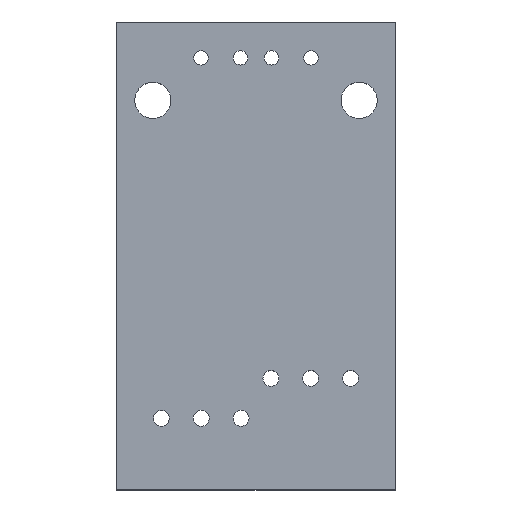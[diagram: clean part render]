
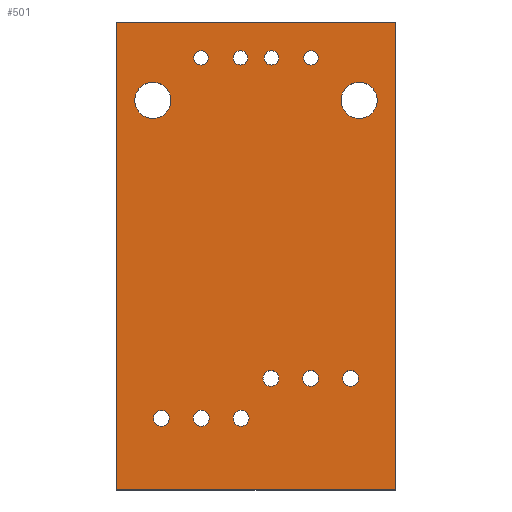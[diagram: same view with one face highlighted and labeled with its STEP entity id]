
A CAD part, top view. The second image highlights one B-rep face of the part: STEP entity #501.
In plain terms, the highlighted planar face has unit normal (0, 0, 1).
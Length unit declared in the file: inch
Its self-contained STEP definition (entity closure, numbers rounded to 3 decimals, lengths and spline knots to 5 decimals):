
#15=FACE_BOUND('',#80,.T.);
#16=FACE_BOUND('',#81,.T.);
#17=FACE_BOUND('',#82,.T.);
#18=FACE_BOUND('',#83,.T.);
#19=FACE_BOUND('',#84,.T.);
#20=FACE_BOUND('',#85,.T.);
#21=FACE_BOUND('',#86,.T.);
#22=FACE_BOUND('',#87,.T.);
#23=FACE_BOUND('',#88,.T.);
#24=FACE_BOUND('',#89,.T.);
#25=FACE_BOUND('',#90,.T.);
#26=FACE_BOUND('',#91,.T.);
#43=PLANE('',#587);
#61=FACE_OUTER_BOUND('',#79,.T.);
#79=EDGE_LOOP('',(#417,#418,#419,#420));
#80=EDGE_LOOP('',(#421,#422));
#81=EDGE_LOOP('',(#423,#424));
#82=EDGE_LOOP('',(#425,#426));
#83=EDGE_LOOP('',(#427,#428));
#84=EDGE_LOOP('',(#429,#430));
#85=EDGE_LOOP('',(#431,#432));
#86=EDGE_LOOP('',(#433,#434));
#87=EDGE_LOOP('',(#435,#436));
#88=EDGE_LOOP('',(#437,#438));
#89=EDGE_LOOP('',(#439,#440));
#90=EDGE_LOOP('',(#441,#442));
#91=EDGE_LOOP('',(#443,#444));
#119=LINE('',#875,#143);
#123=LINE('',#882,#147);
#126=LINE('',#888,#150);
#128=LINE('',#891,#152);
#143=VECTOR('',#727,1.175);
#147=VECTOR('',#733,0.7);
#150=VECTOR('',#738,1.175);
#152=VECTOR('',#742,0.7);
#155=CIRCLE('',#526,0.02);
#156=CIRCLE('',#527,0.02);
#159=CIRCLE('',#531,0.02);
#160=CIRCLE('',#532,0.02);
#163=CIRCLE('',#536,0.02);
#164=CIRCLE('',#537,0.02);
#167=CIRCLE('',#541,0.02);
#168=CIRCLE('',#542,0.02);
#171=CIRCLE('',#546,0.02);
#172=CIRCLE('',#547,0.02);
#175=CIRCLE('',#551,0.02);
#176=CIRCLE('',#552,0.02);
#179=CIRCLE('',#556,0.0455);
#180=CIRCLE('',#557,0.0455);
#183=CIRCLE('',#561,0.0455);
#184=CIRCLE('',#562,0.0455);
#187=CIRCLE('',#566,0.018);
#188=CIRCLE('',#567,0.018);
#191=CIRCLE('',#571,0.018);
#192=CIRCLE('',#572,0.018);
#195=CIRCLE('',#576,0.018);
#196=CIRCLE('',#577,0.018);
#199=CIRCLE('',#581,0.018);
#200=CIRCLE('',#582,0.018);
#203=VERTEX_POINT('',#753);
#204=VERTEX_POINT('',#755);
#207=VERTEX_POINT('',#763);
#208=VERTEX_POINT('',#765);
#211=VERTEX_POINT('',#773);
#212=VERTEX_POINT('',#775);
#215=VERTEX_POINT('',#783);
#216=VERTEX_POINT('',#785);
#219=VERTEX_POINT('',#793);
#220=VERTEX_POINT('',#795);
#223=VERTEX_POINT('',#803);
#224=VERTEX_POINT('',#805);
#227=VERTEX_POINT('',#813);
#228=VERTEX_POINT('',#815);
#231=VERTEX_POINT('',#823);
#232=VERTEX_POINT('',#825);
#235=VERTEX_POINT('',#833);
#236=VERTEX_POINT('',#835);
#239=VERTEX_POINT('',#843);
#240=VERTEX_POINT('',#845);
#243=VERTEX_POINT('',#853);
#244=VERTEX_POINT('',#855);
#247=VERTEX_POINT('',#863);
#248=VERTEX_POINT('',#865);
#251=VERTEX_POINT('',#872);
#252=VERTEX_POINT('',#874);
#254=VERTEX_POINT('',#880);
#256=VERTEX_POINT('',#886);
#260=EDGE_CURVE('',#203,#204,#155,.T.);
#261=EDGE_CURVE('',#204,#203,#156,.T.);
#265=EDGE_CURVE('',#207,#208,#159,.T.);
#266=EDGE_CURVE('',#208,#207,#160,.T.);
#270=EDGE_CURVE('',#211,#212,#163,.T.);
#271=EDGE_CURVE('',#212,#211,#164,.T.);
#275=EDGE_CURVE('',#215,#216,#167,.T.);
#276=EDGE_CURVE('',#216,#215,#168,.T.);
#280=EDGE_CURVE('',#219,#220,#171,.T.);
#281=EDGE_CURVE('',#220,#219,#172,.T.);
#285=EDGE_CURVE('',#223,#224,#175,.T.);
#286=EDGE_CURVE('',#224,#223,#176,.T.);
#290=EDGE_CURVE('',#227,#228,#179,.T.);
#291=EDGE_CURVE('',#228,#227,#180,.T.);
#295=EDGE_CURVE('',#231,#232,#183,.T.);
#296=EDGE_CURVE('',#232,#231,#184,.T.);
#300=EDGE_CURVE('',#235,#236,#187,.T.);
#301=EDGE_CURVE('',#236,#235,#188,.T.);
#305=EDGE_CURVE('',#239,#240,#191,.T.);
#306=EDGE_CURVE('',#240,#239,#192,.T.);
#310=EDGE_CURVE('',#243,#244,#195,.T.);
#311=EDGE_CURVE('',#244,#243,#196,.T.);
#315=EDGE_CURVE('',#247,#248,#199,.T.);
#316=EDGE_CURVE('',#248,#247,#200,.T.);
#319=EDGE_CURVE('',#252,#251,#119,.T.);
#323=EDGE_CURVE('',#251,#254,#123,.T.);
#326=EDGE_CURVE('',#254,#256,#126,.T.);
#328=EDGE_CURVE('',#256,#252,#128,.T.);
#417=ORIENTED_EDGE('',*,*,#319,.T.);
#418=ORIENTED_EDGE('',*,*,#323,.T.);
#419=ORIENTED_EDGE('',*,*,#326,.T.);
#420=ORIENTED_EDGE('',*,*,#328,.T.);
#421=ORIENTED_EDGE('',*,*,#266,.F.);
#422=ORIENTED_EDGE('',*,*,#265,.F.);
#423=ORIENTED_EDGE('',*,*,#271,.F.);
#424=ORIENTED_EDGE('',*,*,#270,.F.);
#425=ORIENTED_EDGE('',*,*,#276,.F.);
#426=ORIENTED_EDGE('',*,*,#275,.F.);
#427=ORIENTED_EDGE('',*,*,#281,.F.);
#428=ORIENTED_EDGE('',*,*,#280,.F.);
#429=ORIENTED_EDGE('',*,*,#286,.F.);
#430=ORIENTED_EDGE('',*,*,#285,.F.);
#431=ORIENTED_EDGE('',*,*,#291,.F.);
#432=ORIENTED_EDGE('',*,*,#290,.F.);
#433=ORIENTED_EDGE('',*,*,#296,.F.);
#434=ORIENTED_EDGE('',*,*,#295,.F.);
#435=ORIENTED_EDGE('',*,*,#301,.F.);
#436=ORIENTED_EDGE('',*,*,#300,.F.);
#437=ORIENTED_EDGE('',*,*,#306,.F.);
#438=ORIENTED_EDGE('',*,*,#305,.F.);
#439=ORIENTED_EDGE('',*,*,#311,.F.);
#440=ORIENTED_EDGE('',*,*,#310,.F.);
#441=ORIENTED_EDGE('',*,*,#316,.F.);
#442=ORIENTED_EDGE('',*,*,#315,.F.);
#443=ORIENTED_EDGE('',*,*,#261,.F.);
#444=ORIENTED_EDGE('',*,*,#260,.F.);
#501=ADVANCED_FACE('',(#61,#15,#16,#17,#18,#19,#20,#21,#22,#23,#24,#25,
#26),#43,.F.);
#526=AXIS2_PLACEMENT_3D('',#756,#598,#599);
#527=AXIS2_PLACEMENT_3D('',#757,#600,#601);
#531=AXIS2_PLACEMENT_3D('',#766,#609,#610);
#532=AXIS2_PLACEMENT_3D('',#767,#611,#612);
#536=AXIS2_PLACEMENT_3D('',#776,#620,#621);
#537=AXIS2_PLACEMENT_3D('',#777,#622,#623);
#541=AXIS2_PLACEMENT_3D('',#786,#631,#632);
#542=AXIS2_PLACEMENT_3D('',#787,#633,#634);
#546=AXIS2_PLACEMENT_3D('',#796,#642,#643);
#547=AXIS2_PLACEMENT_3D('',#797,#644,#645);
#551=AXIS2_PLACEMENT_3D('',#806,#653,#654);
#552=AXIS2_PLACEMENT_3D('',#807,#655,#656);
#556=AXIS2_PLACEMENT_3D('',#816,#664,#665);
#557=AXIS2_PLACEMENT_3D('',#817,#666,#667);
#561=AXIS2_PLACEMENT_3D('',#826,#675,#676);
#562=AXIS2_PLACEMENT_3D('',#827,#677,#678);
#566=AXIS2_PLACEMENT_3D('',#836,#686,#687);
#567=AXIS2_PLACEMENT_3D('',#837,#688,#689);
#571=AXIS2_PLACEMENT_3D('',#846,#697,#698);
#572=AXIS2_PLACEMENT_3D('',#847,#699,#700);
#576=AXIS2_PLACEMENT_3D('',#856,#708,#709);
#577=AXIS2_PLACEMENT_3D('',#857,#710,#711);
#581=AXIS2_PLACEMENT_3D('',#866,#719,#720);
#582=AXIS2_PLACEMENT_3D('',#867,#721,#722);
#587=AXIS2_PLACEMENT_3D('',#892,#743,#744);
#598=DIRECTION('center_axis',(0.,0.,1.));
#599=DIRECTION('ref_axis',(1.,0.,0.));
#600=DIRECTION('center_axis',(0.,0.,1.));
#601=DIRECTION('ref_axis',(1.,0.,0.));
#609=DIRECTION('center_axis',(0.,0.,1.));
#610=DIRECTION('ref_axis',(1.,0.,0.));
#611=DIRECTION('center_axis',(0.,0.,1.));
#612=DIRECTION('ref_axis',(1.,0.,0.));
#620=DIRECTION('center_axis',(0.,0.,1.));
#621=DIRECTION('ref_axis',(1.,0.,0.));
#622=DIRECTION('center_axis',(0.,0.,1.));
#623=DIRECTION('ref_axis',(1.,0.,0.));
#631=DIRECTION('center_axis',(0.,0.,1.));
#632=DIRECTION('ref_axis',(1.,0.,0.));
#633=DIRECTION('center_axis',(0.,0.,1.));
#634=DIRECTION('ref_axis',(1.,0.,0.));
#642=DIRECTION('center_axis',(0.,0.,1.));
#643=DIRECTION('ref_axis',(1.,0.,0.));
#644=DIRECTION('center_axis',(0.,0.,1.));
#645=DIRECTION('ref_axis',(1.,0.,0.));
#653=DIRECTION('center_axis',(0.,0.,1.));
#654=DIRECTION('ref_axis',(1.,0.,0.));
#655=DIRECTION('center_axis',(0.,0.,1.));
#656=DIRECTION('ref_axis',(1.,0.,0.));
#664=DIRECTION('center_axis',(0.,0.,1.));
#665=DIRECTION('ref_axis',(1.,0.,0.));
#666=DIRECTION('center_axis',(0.,0.,1.));
#667=DIRECTION('ref_axis',(1.,0.,0.));
#675=DIRECTION('center_axis',(0.,0.,1.));
#676=DIRECTION('ref_axis',(1.,0.,0.));
#677=DIRECTION('center_axis',(0.,0.,1.));
#678=DIRECTION('ref_axis',(1.,0.,0.));
#686=DIRECTION('center_axis',(0.,0.,1.));
#687=DIRECTION('ref_axis',(1.,0.,0.));
#688=DIRECTION('center_axis',(0.,0.,1.));
#689=DIRECTION('ref_axis',(1.,0.,0.));
#697=DIRECTION('center_axis',(0.,0.,1.));
#698=DIRECTION('ref_axis',(1.,0.,0.));
#699=DIRECTION('center_axis',(0.,0.,1.));
#700=DIRECTION('ref_axis',(1.,0.,0.));
#708=DIRECTION('center_axis',(0.,0.,1.));
#709=DIRECTION('ref_axis',(1.,0.,0.));
#710=DIRECTION('center_axis',(0.,0.,1.));
#711=DIRECTION('ref_axis',(1.,0.,0.));
#719=DIRECTION('center_axis',(0.,0.,1.));
#720=DIRECTION('ref_axis',(1.,0.,0.));
#721=DIRECTION('center_axis',(0.,0.,1.));
#722=DIRECTION('ref_axis',(1.,0.,0.));
#727=DIRECTION('',(0.,1.,0.));
#733=DIRECTION('',(-1.,0.,0.));
#738=DIRECTION('',(0.,-1.,0.));
#742=DIRECTION('',(1.,0.,0.));
#743=DIRECTION('center_axis',(0.,0.,-1.));
#744=DIRECTION('ref_axis',(-1.,0.,0.));
#753=CARTESIAN_POINT('',(0.2175,-0.3075,0.0315));
#755=CARTESIAN_POINT('',(0.2575,-0.3075,0.0315));
#756=CARTESIAN_POINT('Origin',(0.2375,-0.3075,0.0315));
#757=CARTESIAN_POINT('Origin',(0.2375,-0.3075,0.0315));
#763=CARTESIAN_POINT('',(0.1175,-0.3075,0.0315));
#765=CARTESIAN_POINT('',(0.1575,-0.3075,0.0315));
#766=CARTESIAN_POINT('Origin',(0.1375,-0.3075,0.0315));
#767=CARTESIAN_POINT('Origin',(0.1375,-0.3075,0.0315));
#773=CARTESIAN_POINT('',(0.0175,-0.3075,0.0315));
#775=CARTESIAN_POINT('',(0.0575,-0.3075,0.0315));
#776=CARTESIAN_POINT('Origin',(0.0375,-0.3075,0.0315));
#777=CARTESIAN_POINT('Origin',(0.0375,-0.3075,0.0315));
#783=CARTESIAN_POINT('',(-0.0575,-0.4075,0.0315));
#785=CARTESIAN_POINT('',(-0.0175,-0.4075,0.0315));
#786=CARTESIAN_POINT('Origin',(-0.0375,-0.4075,0.0315));
#787=CARTESIAN_POINT('Origin',(-0.0375,-0.4075,0.0315));
#793=CARTESIAN_POINT('',(-0.1575,-0.4075,0.0315));
#795=CARTESIAN_POINT('',(-0.1175,-0.4075,0.0315));
#796=CARTESIAN_POINT('Origin',(-0.1375,-0.4075,0.0315));
#797=CARTESIAN_POINT('Origin',(-0.1375,-0.4075,0.0315));
#803=CARTESIAN_POINT('',(-0.2575,-0.4075,0.0315));
#805=CARTESIAN_POINT('',(-0.2175,-0.4075,0.0315));
#806=CARTESIAN_POINT('Origin',(-0.2375,-0.4075,0.0315));
#807=CARTESIAN_POINT('Origin',(-0.2375,-0.4075,0.0315));
#813=CARTESIAN_POINT('',(0.2135,0.39081,0.0315));
#815=CARTESIAN_POINT('',(0.3045,0.39081,0.0315));
#816=CARTESIAN_POINT('Origin',(0.259,0.39081,0.0315));
#817=CARTESIAN_POINT('Origin',(0.259,0.39081,0.0315));
#823=CARTESIAN_POINT('',(-0.3045,0.39081,0.0315));
#825=CARTESIAN_POINT('',(-0.2135,0.39081,0.0315));
#826=CARTESIAN_POINT('Origin',(-0.259,0.39081,0.0315));
#827=CARTESIAN_POINT('Origin',(-0.259,0.39081,0.0315));
#833=CARTESIAN_POINT('',(-0.156,0.4975,0.0315));
#835=CARTESIAN_POINT('',(-0.12,0.4975,0.0315));
#836=CARTESIAN_POINT('Origin',(-0.138,0.4975,0.0315));
#837=CARTESIAN_POINT('Origin',(-0.138,0.4975,0.0315));
#843=CARTESIAN_POINT('',(-0.057,0.4975,0.0315));
#845=CARTESIAN_POINT('',(-0.021,0.4975,0.0315));
#846=CARTESIAN_POINT('Origin',(-0.039,0.4975,0.0315));
#847=CARTESIAN_POINT('Origin',(-0.039,0.4975,0.0315));
#853=CARTESIAN_POINT('',(0.12,0.4975,0.0315));
#855=CARTESIAN_POINT('',(0.156,0.4975,0.0315));
#856=CARTESIAN_POINT('Origin',(0.138,0.4975,0.0315));
#857=CARTESIAN_POINT('Origin',(0.138,0.4975,0.0315));
#863=CARTESIAN_POINT('',(0.021,0.4975,0.0315));
#865=CARTESIAN_POINT('',(0.057,0.4975,0.0315));
#866=CARTESIAN_POINT('Origin',(0.039,0.4975,0.0315));
#867=CARTESIAN_POINT('Origin',(0.039,0.4975,0.0315));
#872=CARTESIAN_POINT('',(0.35,0.5875,0.0315));
#874=CARTESIAN_POINT('',(0.35,-0.5875,0.0315));
#875=CARTESIAN_POINT('',(0.35,-0.5875,0.0315));
#880=CARTESIAN_POINT('',(-0.35,0.5875,0.0315));
#882=CARTESIAN_POINT('',(0.35,0.5875,0.0315));
#886=CARTESIAN_POINT('',(-0.35,-0.5875,0.0315));
#888=CARTESIAN_POINT('',(-0.35,0.5875,0.0315));
#891=CARTESIAN_POINT('',(-0.35,-0.5875,0.0315));
#892=CARTESIAN_POINT('Origin',(0.35,0.5875,0.0315));
